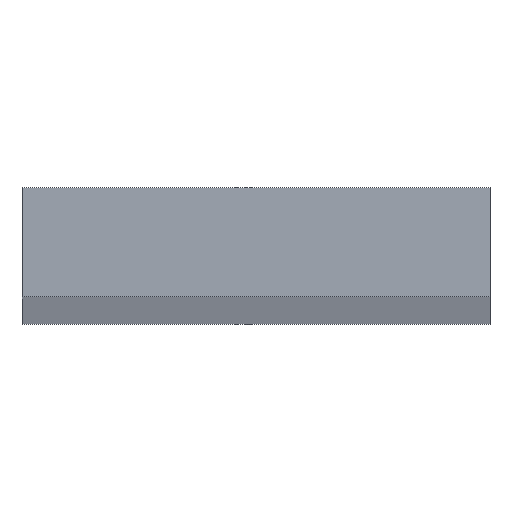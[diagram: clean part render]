
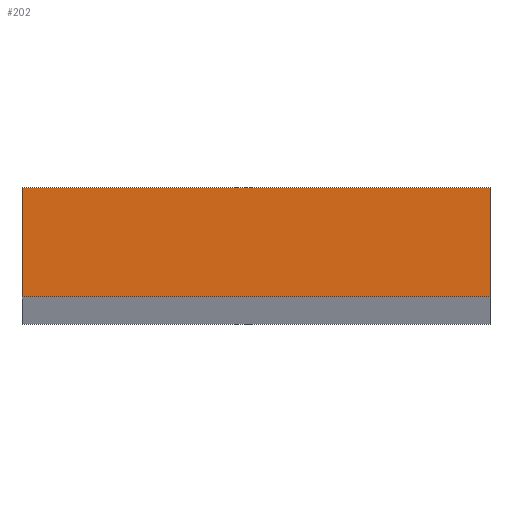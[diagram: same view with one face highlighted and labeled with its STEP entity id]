
A CAD part, top view. The second image highlights one B-rep face of the part: STEP entity #202.
In plain terms, the highlighted planar face has unit normal (0, 0, 1).
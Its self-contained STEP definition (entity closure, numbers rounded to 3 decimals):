
#9 = AXIS2_PLACEMENT_3D ( 'NONE', #74, #75, #76 ) ;
#15 = VECTOR ( 'NONE', #115, 1000. ) ;
#18 = FACE_OUTER_BOUND ( 'NONE', #28, .T. ) ;
#21 = VECTOR ( 'NONE', #83, 1000. ) ;
#28 = EDGE_LOOP ( 'NONE', ( #63, #58, #64, #61 ) ) ;
#33 = VERTEX_POINT ( 'NONE', #65 ) ;
#38 = VERTEX_POINT ( 'NONE', #70 ) ;
#39 = VERTEX_POINT ( 'NONE', #71 ) ;
#40 = VERTEX_POINT ( 'NONE', #72 ) ;
#58 = ORIENTED_EDGE ( 'NONE', *, *, #227, .T. ) ;
#61 = ORIENTED_EDGE ( 'NONE', *, *, #236, .T. ) ;
#63 = ORIENTED_EDGE ( 'NONE', *, *, #235, .T. ) ;
#64 = ORIENTED_EDGE ( 'NONE', *, *, #204, .T. ) ;
#65 = CARTESIAN_POINT ( 'NONE',  ( -15., 3.5, 500. ) ) ;
#70 = CARTESIAN_POINT ( 'NONE',  ( 15., -3.5, 500. ) ) ;
#71 = CARTESIAN_POINT ( 'NONE',  ( -15., -3.5, 500. ) ) ;
#72 = CARTESIAN_POINT ( 'NONE',  ( 15., 3.5, 500. ) ) ;
#73 = PLANE ( 'NONE',  #9 ) ;
#74 = CARTESIAN_POINT ( 'NONE',  ( 0., 0., 500. ) ) ;
#75 = DIRECTION ( 'NONE',  ( 0., 0., 1. ) ) ;
#76 = DIRECTION ( 'NONE',  ( 1., 0., 0. ) ) ;
#81 = LINE ( 'NONE', #82, #21 ) ;
#82 = CARTESIAN_POINT ( 'NONE',  ( 15., 3.5, 500. ) ) ;
#83 = DIRECTION ( 'NONE',  ( 0., 1., 0. ) ) ;
#112 = LINE ( 'NONE', #114, #15 ) ;
#114 = CARTESIAN_POINT ( 'NONE',  ( -15., -3.5, 500. ) ) ;
#115 = DIRECTION ( 'NONE',  ( 1., 0., 0. ) ) ;
#127 = LINE ( 'NONE', #128, #180 ) ;
#128 = CARTESIAN_POINT ( 'NONE',  ( -15., 3.5, 500. ) ) ;
#129 = DIRECTION ( 'NONE',  ( 0., -1., 0. ) ) ;
#130 = LINE ( 'NONE', #131, #193 ) ;
#131 = CARTESIAN_POINT ( 'NONE',  ( -15., 3.5, 500. ) ) ;
#132 = DIRECTION ( 'NONE',  ( -1., 0., 0. ) ) ;
#180 = VECTOR ( 'NONE', #129, 1000. ) ;
#193 = VECTOR ( 'NONE', #132, 1000. ) ;
#202 = ADVANCED_FACE ( 'NONE', ( #18 ), #73, .T. ) ;
#204 = EDGE_CURVE ( 'NONE', #38, #40, #81, .T. ) ;
#227 = EDGE_CURVE ( 'NONE', #39, #38, #112, .T. ) ;
#235 = EDGE_CURVE ( 'NONE', #33, #39, #127, .T. ) ;
#236 = EDGE_CURVE ( 'NONE', #40, #33, #130, .T. ) ;
